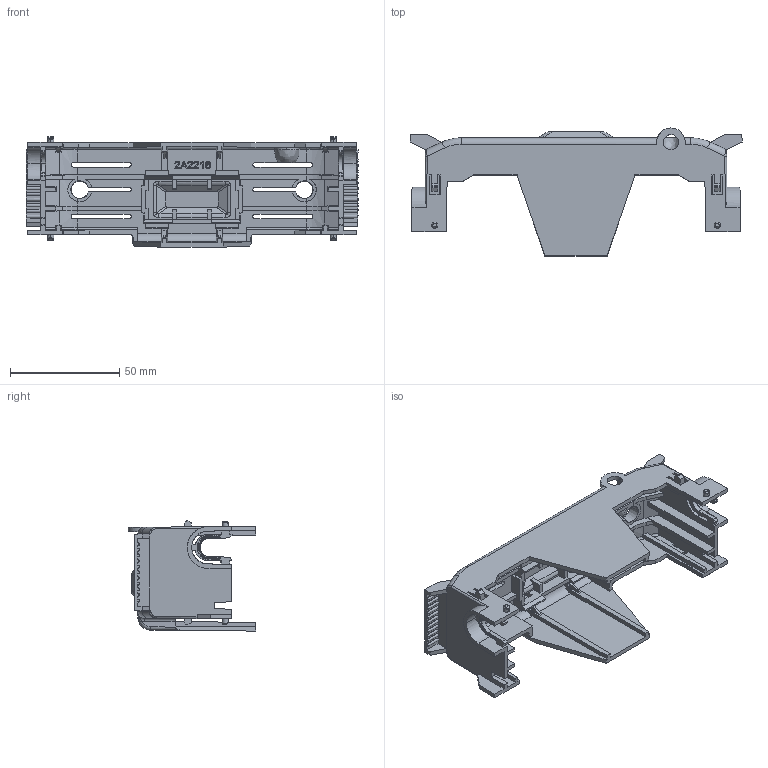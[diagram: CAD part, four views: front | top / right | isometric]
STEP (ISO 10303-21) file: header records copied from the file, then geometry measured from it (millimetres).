
FILE_DESCRIPTION (( 'STEP AP214' ), '1' );
FILE_NAME ('CVRI-J-60100-M-1.step', '2018-05-09T19:10:47', ( '' ), ( '' ), 'SwSTEP 2.0', 'SolidWorks 2017', '' );
FILE_SCHEMA (( 'AUTOMOTIVE_DESIGN' ));
Products named in the file (1): CVRI-J-60100-M-1
Bounding box: 151.85 x 58.52 x 50.38 mm (x, y, z)
Volume: 41787.7 mm3; surface area: 45170.7 mm2
Topology: 1 solids, 1 shells, 1410 faces, 3927 edges, 2572 vertices
Faces by surface type: plane 917, bspline 307, cylinder 102, cone 84
Entity records: 64536 total; most frequent: CARTESIAN_POINT 31968, ORIENTED_EDGE 7850, DIRECTION 4850, EDGE_CURVE 3925, VERTEX_POINT 2572, VECTOR 2472, LINE 2472, EDGE_LOOP 1503
